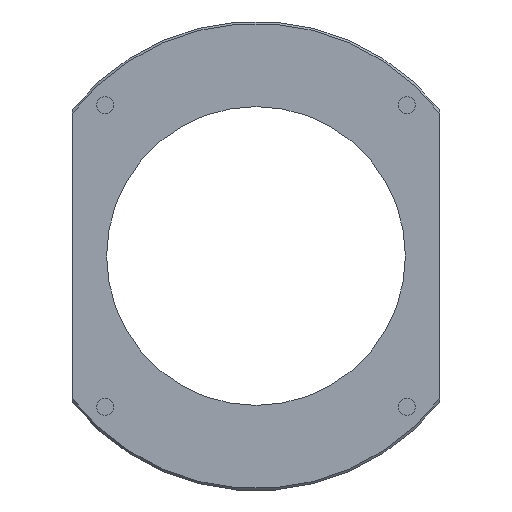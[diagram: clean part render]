
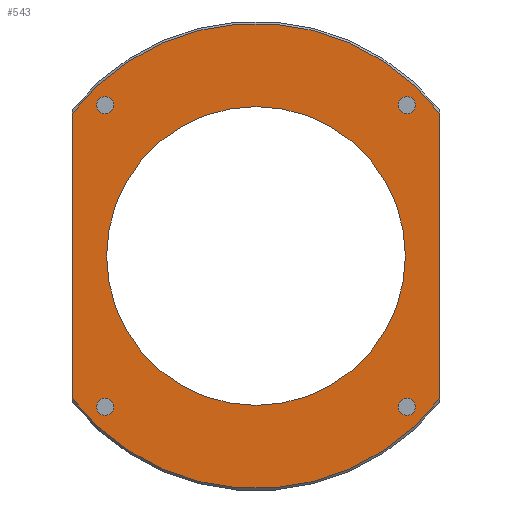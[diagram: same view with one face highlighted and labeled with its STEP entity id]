
A CAD part, front view. The second image highlights one B-rep face of the part: STEP entity #543.
In plain terms, the highlighted planar face has unit normal (0, -1, 0).
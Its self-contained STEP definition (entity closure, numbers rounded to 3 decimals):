
#15=FACE_BOUND('',#132,.T.);
#16=FACE_BOUND('',#133,.T.);
#17=FACE_BOUND('',#134,.T.);
#18=FACE_BOUND('',#135,.T.);
#19=FACE_BOUND('',#136,.T.);
#55=CIRCLE('',#603,54.5);
#56=CIRCLE('',#604,54.5);
#57=CIRCLE('',#605,2.);
#58=CIRCLE('',#606,2.);
#59=CIRCLE('',#607,2.);
#60=CIRCLE('',#608,2.);
#61=CIRCLE('',#609,35.);
#101=FACE_OUTER_BOUND('',#131,.T.);
#131=EDGE_LOOP('',(#419,#420,#421,#422));
#132=EDGE_LOOP('',(#423));
#133=EDGE_LOOP('',(#424));
#134=EDGE_LOOP('',(#425));
#135=EDGE_LOOP('',(#426));
#136=EDGE_LOOP('',(#427));
#179=LINE('',#859,#205);
#187=LINE('',#909,#213);
#205=VECTOR('',#666,10.);
#213=VECTOR('',#678,10.);
#254=VERTEX_POINT('',#854);
#255=VERTEX_POINT('',#858);
#270=VERTEX_POINT('',#904);
#271=VERTEX_POINT('',#908);
#273=VERTEX_POINT('',#928);
#274=VERTEX_POINT('',#930);
#275=VERTEX_POINT('',#932);
#276=VERTEX_POINT('',#934);
#277=VERTEX_POINT('',#936);
#306=EDGE_CURVE('',#255,#254,#179,.T.);
#322=EDGE_CURVE('',#271,#270,#187,.T.);
#331=EDGE_CURVE('',#271,#254,#55,.T.);
#332=EDGE_CURVE('',#255,#270,#56,.T.);
#333=EDGE_CURVE('',#273,#273,#57,.T.);
#334=EDGE_CURVE('',#274,#274,#58,.T.);
#335=EDGE_CURVE('',#275,#275,#59,.T.);
#336=EDGE_CURVE('',#276,#276,#60,.T.);
#337=EDGE_CURVE('',#277,#277,#61,.T.);
#419=ORIENTED_EDGE('',*,*,#306,.T.);
#420=ORIENTED_EDGE('',*,*,#331,.F.);
#421=ORIENTED_EDGE('',*,*,#322,.T.);
#422=ORIENTED_EDGE('',*,*,#332,.F.);
#423=ORIENTED_EDGE('',*,*,#333,.T.);
#424=ORIENTED_EDGE('',*,*,#334,.T.);
#425=ORIENTED_EDGE('',*,*,#335,.T.);
#426=ORIENTED_EDGE('',*,*,#336,.T.);
#427=ORIENTED_EDGE('',*,*,#337,.F.);
#531=PLANE('',#602);
#543=ADVANCED_FACE('',(#101,#15,#16,#17,#18,#19),#531,.T.);
#602=AXIS2_PLACEMENT_3D('',#925,#700,#701);
#603=AXIS2_PLACEMENT_3D('',#926,#702,#703);
#604=AXIS2_PLACEMENT_3D('',#927,#704,#705);
#605=AXIS2_PLACEMENT_3D('',#929,#706,#707);
#606=AXIS2_PLACEMENT_3D('',#931,#708,#709);
#607=AXIS2_PLACEMENT_3D('',#933,#710,#711);
#608=AXIS2_PLACEMENT_3D('',#935,#712,#713);
#609=AXIS2_PLACEMENT_3D('',#937,#714,#715);
#666=DIRECTION('',(0.,0.,1.));
#678=DIRECTION('',(0.,0.,-1.));
#700=DIRECTION('center_axis',(0.,-1.,0.));
#701=DIRECTION('ref_axis',(0.,0.,-1.));
#702=DIRECTION('center_axis',(0.,1.,0.));
#703=DIRECTION('ref_axis',(0.,0.,1.));
#704=DIRECTION('center_axis',(0.,1.,0.));
#705=DIRECTION('ref_axis',(0.,0.,1.));
#706=DIRECTION('center_axis',(0.,1.,0.));
#707=DIRECTION('ref_axis',(1.,0.,0.));
#708=DIRECTION('center_axis',(0.,1.,0.));
#709=DIRECTION('ref_axis',(1.,0.,0.));
#710=DIRECTION('center_axis',(0.,1.,0.));
#711=DIRECTION('ref_axis',(1.,0.,0.));
#712=DIRECTION('center_axis',(0.,1.,0.));
#713=DIRECTION('ref_axis',(1.,0.,0.));
#714=DIRECTION('center_axis',(0.,-1.,0.));
#715=DIRECTION('ref_axis',(1.,0.,0.));
#854=CARTESIAN_POINT('',(43.,0.,33.485));
#858=CARTESIAN_POINT('',(43.,0.,-33.485));
#859=CARTESIAN_POINT('',(43.,0.,-0.354));
#904=CARTESIAN_POINT('',(-43.,0.,-33.485));
#908=CARTESIAN_POINT('',(-43.,0.,33.485));
#909=CARTESIAN_POINT('',(-43.,0.,-34.646));
#925=CARTESIAN_POINT('Origin',(0.,0.,-35.));
#926=CARTESIAN_POINT('Origin',(0.,0.,0.));
#927=CARTESIAN_POINT('Origin',(0.,0.,0.));
#928=CARTESIAN_POINT('',(33.355,0.,35.355));
#929=CARTESIAN_POINT('Origin',(35.355,0.,35.355));
#930=CARTESIAN_POINT('',(-37.355,0.,-35.355));
#931=CARTESIAN_POINT('Origin',(-35.355,0.,-35.355));
#932=CARTESIAN_POINT('',(33.355,0.,-35.355));
#933=CARTESIAN_POINT('Origin',(35.355,0.,-35.355));
#934=CARTESIAN_POINT('',(-37.355,0.,35.355));
#935=CARTESIAN_POINT('Origin',(-35.355,0.,35.355));
#936=CARTESIAN_POINT('',(0.,0.,35.));
#937=CARTESIAN_POINT('Origin',(0.,0.,0.));
